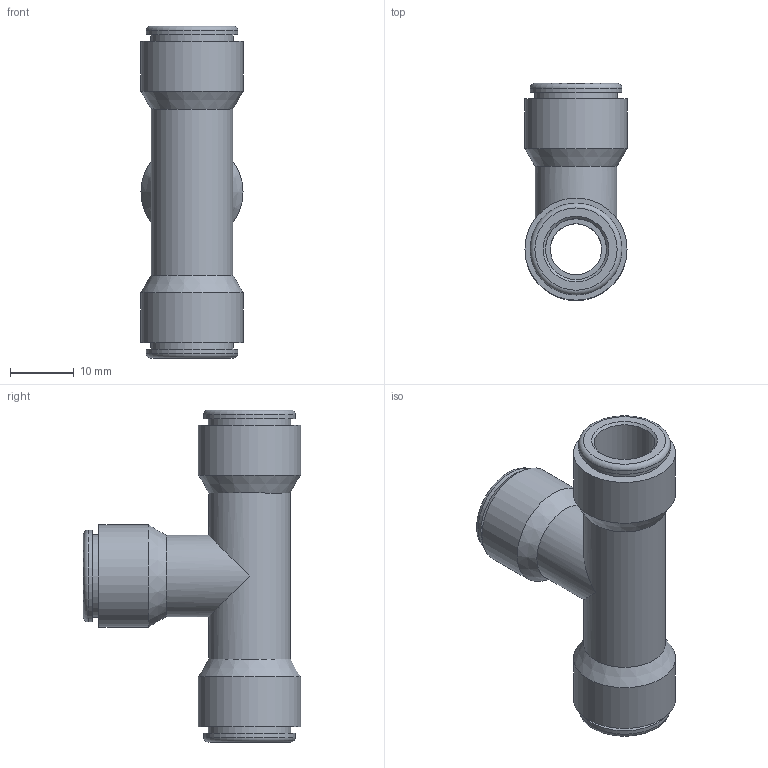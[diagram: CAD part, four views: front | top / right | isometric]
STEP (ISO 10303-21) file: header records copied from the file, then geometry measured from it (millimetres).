
FILE_DESCRIPTION(/* description */ (''),/* implementation_level */ '2;1');
FILE_NAME(/* name */ '0.375_TPush_3.step',/* time_stamp */ '2021-05-01T16:05:14+06:00',/* author */ (''),/* organization */ (''),/* preprocessor_version */ 'ST-DEVELOPER v18.1',/* originating_system */ 'Autodesk Translation Framework v9.7.1.1290',/* authorisation */ '');
FILE_SCHEMA (('AUTOMOTIVE_DESIGN { 1 0 10303 214 3 1 1 }'));
Length unit declared in the file: inch
Products named in the file (1): 3/8TPush
Bounding box: 16 x 34 x 52 mm (x, y, z)
Volume: 6413.7 mm3; surface area: 5867.6 mm2
Topology: 1 solids, 1 shells, 37 faces, 77 edges, 50 vertices
Faces by surface type: cylinder 16, plane 12, cone 6, torus 3
Full cylindrical faces by diameter (mm): 8.001 x2, 9.525 x3, 12.8 x2, 12.96 x3, 14.4 x3, 16 x3
Entity records: 1055 total; most frequent: DIRECTION 206, CARTESIAN_POINT 165, ORIENTED_EDGE 154, AXIS2_PLACEMENT_3D 91, EDGE_CURVE 77, VERTEX_POINT 50, EDGE_LOOP 49, CIRCLE 48
